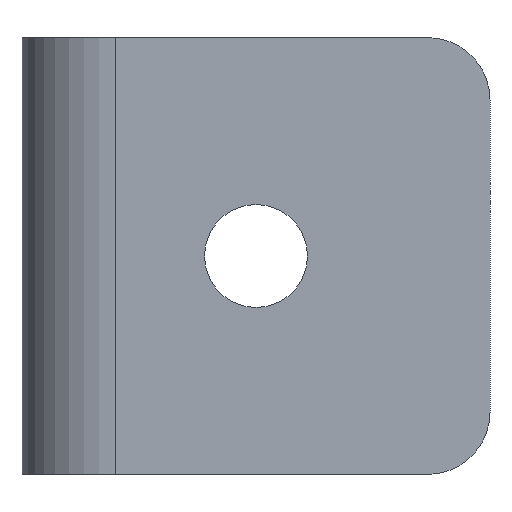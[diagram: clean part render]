
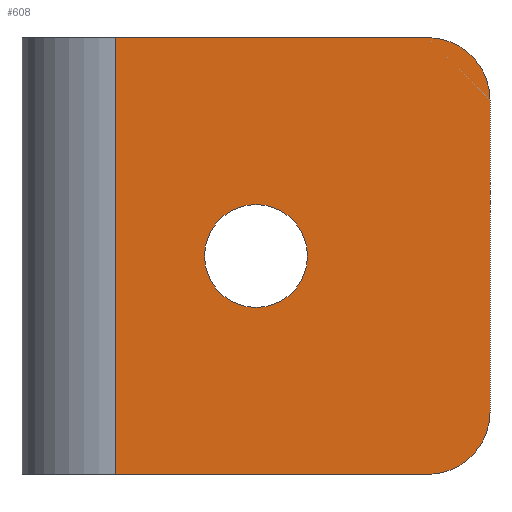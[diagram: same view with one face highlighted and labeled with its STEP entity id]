
A CAD part, front view. The second image highlights one B-rep face of the part: STEP entity #608.
In plain terms, the highlighted planar face has unit normal (0, -1, 0).
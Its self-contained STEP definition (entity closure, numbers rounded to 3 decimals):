
#12 = CARTESIAN_POINT ( 'NONE',  ( 30., 0., 10. ) ) ;
#21 = VERTEX_POINT ( 'NONE', #490 ) ;
#27 = FACE_OUTER_BOUND ( 'NONE', #728, .T. ) ;
#31 = CARTESIAN_POINT ( 'NONE',  ( 26., 0., 10. ) ) ;
#34 = EDGE_LOOP ( 'NONE', ( #204, #414 ) ) ;
#42 = AXIS2_PLACEMENT_3D ( 'NONE', #31, #610, #563 ) ;
#46 = DIRECTION ( 'NONE',  ( 0., -1., 0. ) ) ;
#48 = CARTESIAN_POINT ( 'NONE',  ( 30., 0., -14. ) ) ;
#52 = CIRCLE ( 'NONE', #163, 4. ) ;
#80 = ORIENTED_EDGE ( 'NONE', *, *, #695, .T. ) ;
#94 = PLANE ( 'NONE',  #493 ) ;
#103 = LINE ( 'NONE', #48, #241 ) ;
#110 = CARTESIAN_POINT ( 'NONE',  ( 6., 0., -14. ) ) ;
#139 = CARTESIAN_POINT ( 'NONE',  ( 30., 0., -10. ) ) ;
#145 = DIRECTION ( 'NONE',  ( 0., -1., 0. ) ) ;
#155 = FACE_BOUND ( 'NONE', #34, .T. ) ;
#158 = CARTESIAN_POINT ( 'NONE',  ( 26., 0., -10. ) ) ;
#160 = ORIENTED_EDGE ( 'NONE', *, *, #687, .T. ) ;
#163 = AXIS2_PLACEMENT_3D ( 'NONE', #158, #224, #453 ) ;
#185 = CIRCLE ( 'NONE', #368, 3.3 ) ;
#198 = EDGE_CURVE ( 'NONE', #21, #284, #307, .T. ) ;
#201 = VERTEX_POINT ( 'NONE', #139 ) ;
#204 = ORIENTED_EDGE ( 'NONE', *, *, #323, .F. ) ;
#205 = DIRECTION ( 'NONE',  ( 0., 0., -1. ) ) ;
#218 = DIRECTION ( 'NONE',  ( 0., 0., 1. ) ) ;
#224 = DIRECTION ( 'NONE',  ( 0., -1., 0. ) ) ;
#235 = VERTEX_POINT ( 'NONE', #110 ) ;
#241 = VECTOR ( 'NONE', #218, 1000. ) ;
#269 = LINE ( 'NONE', #750, #712 ) ;
#272 = DIRECTION ( 'NONE',  ( 0., 0., -1. ) ) ;
#277 = ORIENTED_EDGE ( 'NONE', *, *, #198, .F. ) ;
#284 = VERTEX_POINT ( 'NONE', #291 ) ;
#290 = CARTESIAN_POINT ( 'NONE',  ( 15., 0., 0. ) ) ;
#291 = CARTESIAN_POINT ( 'NONE',  ( 26., 0., 14. ) ) ;
#307 = LINE ( 'NONE', #423, #568 ) ;
#313 = DIRECTION ( 'NONE',  ( 1., 0., 0. ) ) ;
#316 = ORIENTED_EDGE ( 'NONE', *, *, #401, .T. ) ;
#323 = EDGE_CURVE ( 'NONE', #348, #686, #185, .T. ) ;
#329 = DIRECTION ( 'NONE',  ( 1., 0., 0. ) ) ;
#340 = ORIENTED_EDGE ( 'NONE', *, *, #400, .T. ) ;
#348 = VERTEX_POINT ( 'NONE', #507 ) ;
#368 = AXIS2_PLACEMENT_3D ( 'NONE', #290, #46, #272 ) ;
#400 = EDGE_CURVE ( 'NONE', #201, #475, #103, .T. ) ;
#401 = EDGE_CURVE ( 'NONE', #21, #235, #722, .T. ) ;
#412 = CIRCLE ( 'NONE', #42, 4. ) ;
#413 = DIRECTION ( 'NONE',  ( 0., 0., -1. ) ) ;
#414 = ORIENTED_EDGE ( 'NONE', *, *, #545, .F. ) ;
#423 = CARTESIAN_POINT ( 'NONE',  ( 30., 0., 14. ) ) ;
#439 = VERTEX_POINT ( 'NONE', #486 ) ;
#453 = DIRECTION ( 'NONE',  ( 1., 0., 0. ) ) ;
#475 = VERTEX_POINT ( 'NONE', #12 ) ;
#486 = CARTESIAN_POINT ( 'NONE',  ( 26., 0., -14. ) ) ;
#490 = CARTESIAN_POINT ( 'NONE',  ( 6., 0., 14. ) ) ;
#493 = AXIS2_PLACEMENT_3D ( 'NONE', #560, #145, #313 ) ;
#507 = CARTESIAN_POINT ( 'NONE',  ( 18.3, 0., 0. ) ) ;
#522 = CARTESIAN_POINT ( 'NONE',  ( 11.7, 0., 0. ) ) ;
#528 = VECTOR ( 'NONE', #413, 1000. ) ;
#545 = EDGE_CURVE ( 'NONE', #686, #348, #676, .T. ) ;
#560 = CARTESIAN_POINT ( 'NONE',  ( 30., 0., -14. ) ) ;
#563 = DIRECTION ( 'NONE',  ( 1., 0., 0. ) ) ;
#566 = CARTESIAN_POINT ( 'NONE',  ( 15., 0., 0. ) ) ;
#568 = VECTOR ( 'NONE', #667, 1000. ) ;
#575 = EDGE_CURVE ( 'NONE', #475, #284, #412, .T. ) ;
#576 = ORIENTED_EDGE ( 'NONE', *, *, #575, .T. ) ;
#592 = CARTESIAN_POINT ( 'NONE',  ( 6., 0., -14. ) ) ;
#605 = AXIS2_PLACEMENT_3D ( 'NONE', #566, #683, #205 ) ;
#608 = ADVANCED_FACE ( 'NONE', ( #155, #27 ), #94, .T. ) ;
#610 = DIRECTION ( 'NONE',  ( 0., -1., 0. ) ) ;
#667 = DIRECTION ( 'NONE',  ( 1., 0., 0. ) ) ;
#676 = CIRCLE ( 'NONE', #605, 3.3 ) ;
#683 = DIRECTION ( 'NONE',  ( 0., -1., 0. ) ) ;
#686 = VERTEX_POINT ( 'NONE', #522 ) ;
#687 = EDGE_CURVE ( 'NONE', #235, #439, #269, .T. ) ;
#695 = EDGE_CURVE ( 'NONE', #439, #201, #52, .T. ) ;
#712 = VECTOR ( 'NONE', #329, 1000. ) ;
#722 = LINE ( 'NONE', #592, #528 ) ;
#728 = EDGE_LOOP ( 'NONE', ( #160, #80, #340, #576, #277, #316 ) ) ;
#750 = CARTESIAN_POINT ( 'NONE',  ( 30., 0., -14. ) ) ;
